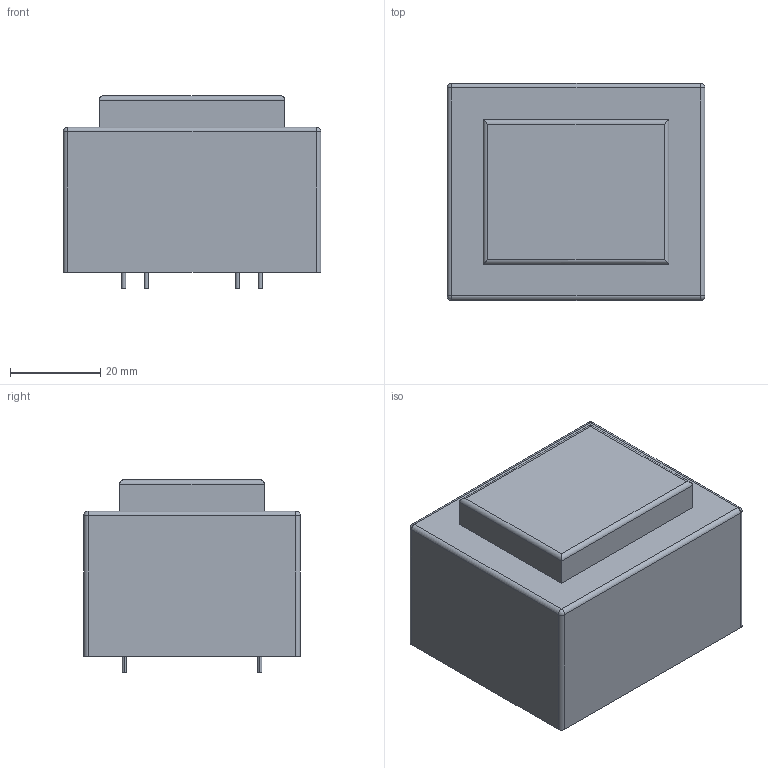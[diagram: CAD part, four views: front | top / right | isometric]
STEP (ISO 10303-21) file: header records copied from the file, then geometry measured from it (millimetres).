
FILE_DESCRIPTION((''),'2;1');
FILE_NAME('XFMR_ERA_054-5205.stp','2015-06-15T19:19:30',(''),(''),'Mechanical Desktop 2011','Mechanical Desktop 2011',', , ');
FILE_SCHEMA(('AUTOMOTIVE_DESIGN { 1 2 10303 214 1 1 1 1 }'));
Length unit declared in the file: millimetre
Products named in the file (1): Product
Bounding box: 57.1 x 48 x 42.65 mm (x, y, z)
Volume: 97096.6 mm3; surface area: 13110.2 mm2
Topology: 7 solids, 7 shells, 51 faces, 92 edges, 56 vertices
Faces by surface type: cylinder 24, plane 18, bspline 5, sphere 4
Entity records: 1288 total; most frequent: DIRECTION 230, CARTESIAN_POINT 215, ORIENTED_EDGE 184, EDGE_CURVE 92, AXIS2_PLACEMENT_3D 91, VERTEX_POINT 56, EDGE_LOOP 52, FACE_OUTER_BOUND 51
